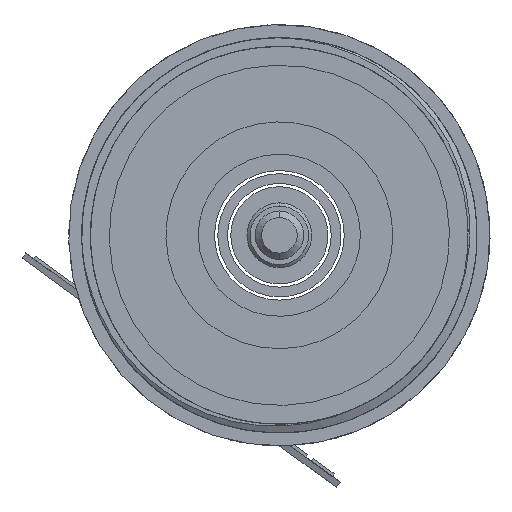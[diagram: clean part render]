
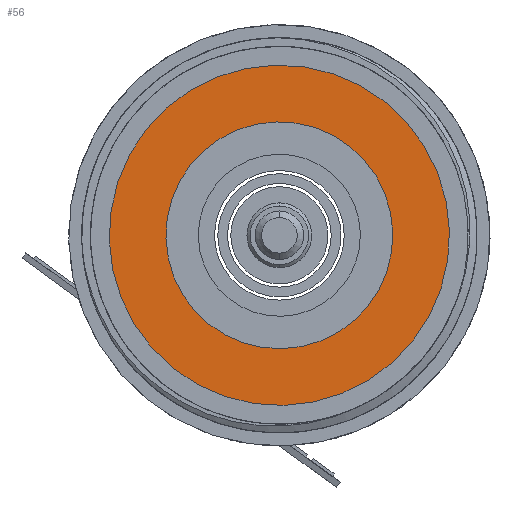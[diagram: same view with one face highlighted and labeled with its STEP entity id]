
A CAD part, left-side view. The second image highlights one B-rep face of the part: STEP entity #56.
In plain terms, the highlighted planar face has unit normal (-1, 0, 0).
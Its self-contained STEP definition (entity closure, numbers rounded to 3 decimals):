
#56 = ADVANCED_FACE ( 'NONE', ( #1499, #1505 ), #1975, .T. ) ;
#1499 = FACE_OUTER_BOUND ( 'NONE', #9072, .T. ) ;
#1505 = FACE_BOUND ( 'NONE', #9073, .T. ) ;
#1508 = AXIS2_PLACEMENT_3D ( 'NONE', #1976, #1977, #1978 ) ;
#1975 = PLANE ( 'NONE',  #1508 ) ;
#1976 = CARTESIAN_POINT ( 'NONE',  ( -31.721, 8.675, 0. ) ) ;
#1977 = DIRECTION ( 'NONE',  ( -1., 0., 0. ) ) ;
#1978 = DIRECTION ( 'NONE',  ( 0., 1., -0.027 ) ) ;
#2339 = EDGE_CURVE ( 'NONE', #8404, #8403, #3257, .T. ) ;
#2343 = EDGE_CURVE ( 'NONE', #8407, #8408, #3259, .T. ) ;
#2352 = EDGE_CURVE ( 'NONE', #8408, #8407, #3265, .T. ) ;
#2353 = EDGE_CURVE ( 'NONE', #8403, #8404, #3266, .T. ) ;
#3257 = CIRCLE ( 'NONE', #4995, 5.25 ) ;
#3259 = CIRCLE ( 'NONE', #6889, 3.5 ) ;
#3265 = CIRCLE ( 'NONE', #6885, 3.5 ) ;
#3266 = CIRCLE ( 'NONE', #6897, 5.25 ) ;
#4995 = AXIS2_PLACEMENT_3D ( 'NONE', #6687, #6688, #6689 ) ;
#6687 = CARTESIAN_POINT ( 'NONE',  ( -31.721, 8.675, 0. ) ) ;
#6688 = DIRECTION ( 'NONE',  ( -1., 0., 0. ) ) ;
#6689 = DIRECTION ( 'NONE',  ( 0., 1., -0.027 ) ) ;
#6699 = CARTESIAN_POINT ( 'NONE',  ( -31.721, 8.675, 0. ) ) ;
#6700 = DIRECTION ( 'NONE',  ( -1., 0., 0. ) ) ;
#6701 = DIRECTION ( 'NONE',  ( 0., 1., -0.027 ) ) ;
#6726 = CARTESIAN_POINT ( 'NONE',  ( -31.721, 8.675, 0. ) ) ;
#6727 = DIRECTION ( 'NONE',  ( -1., 0., 0. ) ) ;
#6728 = DIRECTION ( 'NONE',  ( 0., 1., -0.027 ) ) ;
#6729 = CARTESIAN_POINT ( 'NONE',  ( -31.721, 8.675, 0. ) ) ;
#6730 = DIRECTION ( 'NONE',  ( -1., 0., 0. ) ) ;
#6731 = DIRECTION ( 'NONE',  ( 0., 1., -0.027 ) ) ;
#6885 = AXIS2_PLACEMENT_3D ( 'NONE', #6726, #6727, #6728 ) ;
#6889 = AXIS2_PLACEMENT_3D ( 'NONE', #6699, #6700, #6701 ) ;
#6897 = AXIS2_PLACEMENT_3D ( 'NONE', #6729, #6730, #6731 ) ;
#8052 = CARTESIAN_POINT ( 'NONE',  ( -31.721, 3.427, 0.143 ) ) ;
#8053 = CARTESIAN_POINT ( 'NONE',  ( -31.721, 13.923, -0.143 ) ) ;
#8056 = CARTESIAN_POINT ( 'NONE',  ( -31.721, 5.176, 0.095 ) ) ;
#8057 = CARTESIAN_POINT ( 'NONE',  ( -31.721, 12.174, -0.095 ) ) ;
#8403 = VERTEX_POINT ( 'NONE', #8052 ) ;
#8404 = VERTEX_POINT ( 'NONE', #8053 ) ;
#8407 = VERTEX_POINT ( 'NONE', #8056 ) ;
#8408 = VERTEX_POINT ( 'NONE', #8057 ) ;
#8683 = ORIENTED_EDGE ( 'NONE', *, *, #2339, .T. ) ;
#8684 = ORIENTED_EDGE ( 'NONE', *, *, #2353, .T. ) ;
#8685 = ORIENTED_EDGE ( 'NONE', *, *, #2343, .F. ) ;
#8686 = ORIENTED_EDGE ( 'NONE', *, *, #2352, .F. ) ;
#9072 = EDGE_LOOP ( 'NONE', ( #8683, #8684 ) ) ;
#9073 = EDGE_LOOP ( 'NONE', ( #8686, #8685 ) ) ;
